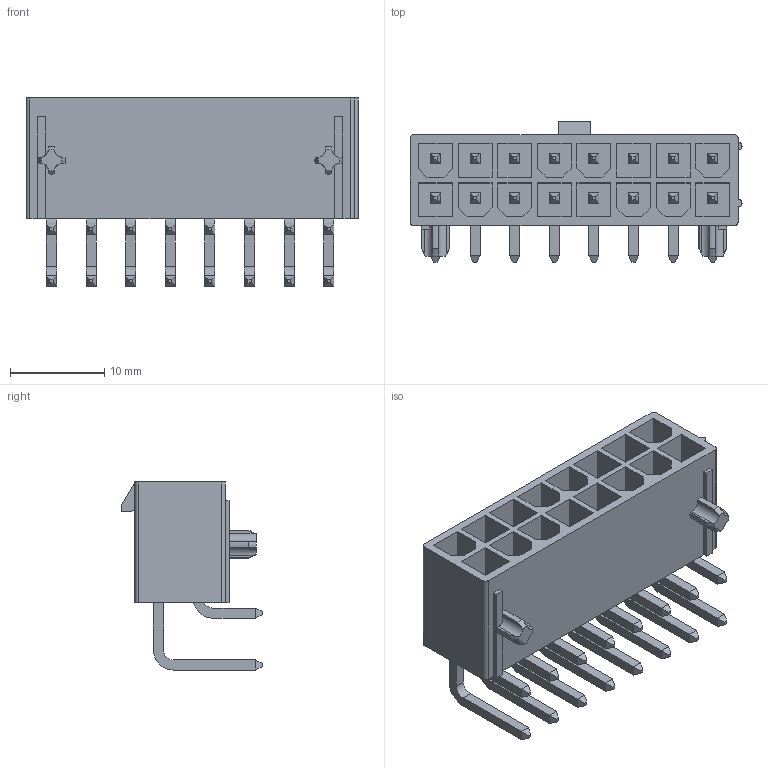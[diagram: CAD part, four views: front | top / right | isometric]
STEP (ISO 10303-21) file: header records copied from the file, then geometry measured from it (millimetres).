
FILE_DESCRIPTION((''),'2;1');
FILE_NAME('050362426','2019-12-25T',('gga'),(''),'PRO/ENGINEER BY PARAMETRIC TECHNOLOGY CORPORATION, 2016010','PRO/ENGINEER BY PARAMETRIC TECHNOLOGY CORPORATION, 2016010','');
FILE_SCHEMA(('CONFIG_CONTROL_DESIGN'));
Length unit declared in the file: millimetre
Products named in the file (1): 050362426
Bounding box: 35.2 x 14.9 x 19.93 mm (x, y, z)
Volume: 2803.8 mm3; surface area: 5043.7 mm2
Topology: 1 solids, 1 shells, 503 faces, 1265 edges, 812 vertices
Faces by surface type: plane 441, cylinder 54, cone 8
Entity records: 14767 total; most frequent: CARTESIAN_POINT 2656, ORIENTED_EDGE 2458, DIRECTION 2397, EDGE_CURVE 1229, VECTOR 1077, LINE 1077, VERTEX_POINT 776, AXIS2_PLACEMENT_3D 660
